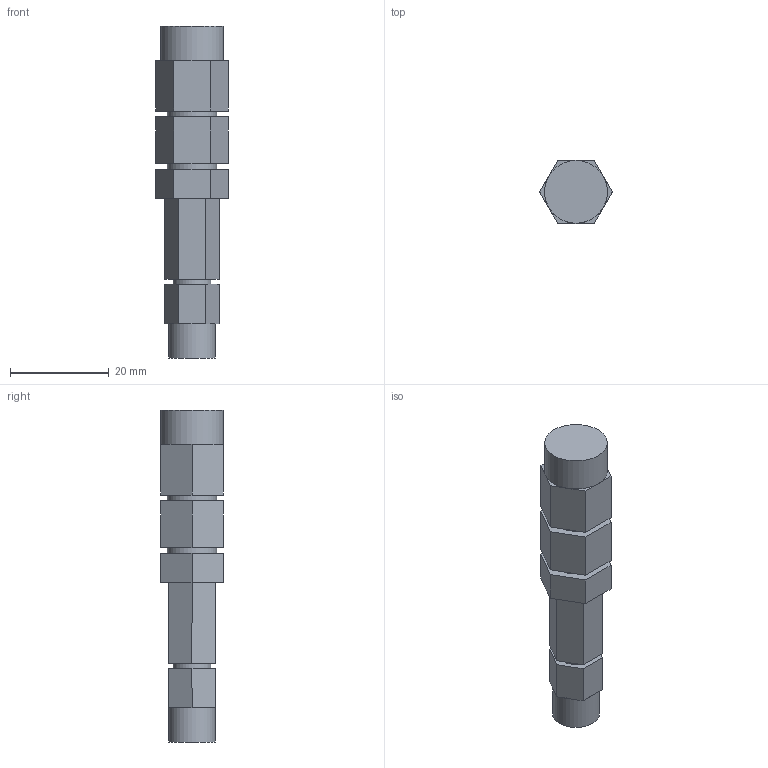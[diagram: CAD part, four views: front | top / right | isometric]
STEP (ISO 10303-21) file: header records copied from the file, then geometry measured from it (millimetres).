
FILE_DESCRIPTION((''),'2;1');
FILE_NAME('step down shaft No. 1.stp','2012-04-19T01:15:48',('Antonella'),(''),'Autodesk Inventor 2012','Autodesk Inventor 2012','');
FILE_SCHEMA(('AUTOMOTIVE_DESIGN { 1 0 10303 214 1 1 1 1 }'));
Length unit declared in the file: inch
Products named in the file (1): shaft - step down No. 1 - 0.5 hex
Bounding box: 14.72 x 12.75 x 67.34 mm (x, y, z)
Volume: 7147.8 mm3; surface area: 3115.1 mm2
Topology: 1 solids, 1 shells, 56 faces, 128 edges, 81 vertices
Faces by surface type: plane 51, cylinder 5
Full cylindrical faces by diameter (mm): 7.696 x1, 9.525 x1, 10.058 x2, 12.751 x1
Entity records: 1542 total; most frequent: CARTESIAN_POINT 259, DIRECTION 256, ORIENTED_EDGE 244, EDGE_CURVE 122, VECTOR 102, LINE 102, VERTEX_POINT 80, AXIS2_PLACEMENT_3D 77
